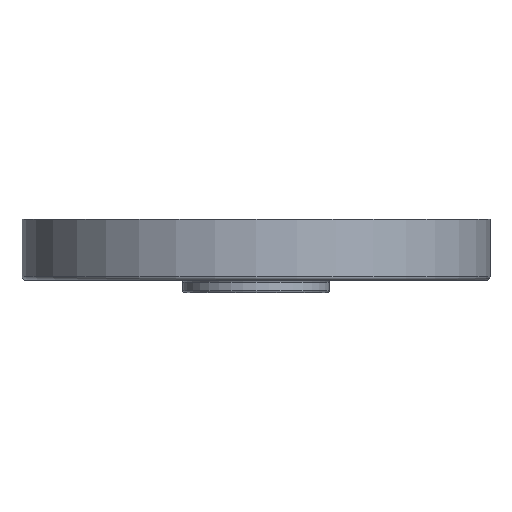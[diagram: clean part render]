
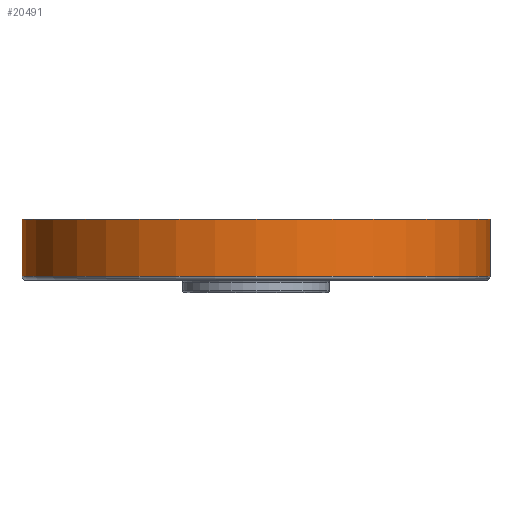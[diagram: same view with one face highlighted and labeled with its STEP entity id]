
A CAD part, front view. The second image highlights one B-rep face of the part: STEP entity #20491.
In plain terms, the highlighted cylindrical face has radius 30.48 mm (diameter 60.96 mm), a partial arc.
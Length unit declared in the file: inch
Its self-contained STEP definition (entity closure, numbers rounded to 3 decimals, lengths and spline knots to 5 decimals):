
#685 = DIRECTION ( 'NONE',  ( 0., 0., -1. ) ) ;
#839 = EDGE_CURVE ( 'NONE', #45530, #44559, #16246, .T. ) ;
#1188 = VECTOR ( 'NONE', #14437, 39.37008 ) ;
#8639 = DIRECTION ( 'NONE',  ( 0., 0., -1. ) ) ;
#9555 = CARTESIAN_POINT ( 'NONE',  ( 0., 0., 0.02 ) ) ;
#9831 = VERTEX_POINT ( 'NONE', #13196 ) ;
#10460 = EDGE_LOOP ( 'NONE', ( #19300, #23112, #39372, #16878 ) ) ;
#10973 = CARTESIAN_POINT ( 'NONE',  ( 0., 0., 0.3125 ) ) ;
#12883 = CIRCLE ( 'NONE', #16847, 1.2 ) ;
#13196 = CARTESIAN_POINT ( 'NONE',  ( 1.2, 0., 0.3125 ) ) ;
#13616 = DIRECTION ( 'NONE',  ( 1., 0., 0. ) ) ;
#14437 = DIRECTION ( 'NONE',  ( 0., 0., -1. ) ) ;
#16246 = LINE ( 'NONE', #46145, #1188 ) ;
#16847 = AXIS2_PLACEMENT_3D ( 'NONE', #9555, #24727, #13616 ) ;
#16878 = ORIENTED_EDGE ( 'NONE', *, *, #43130, .T. ) ;
#19300 = ORIENTED_EDGE ( 'NONE', *, *, #38810, .F. ) ;
#20491 = ADVANCED_FACE ( 'NONE', ( #38290 ), #28518, .T. ) ;
#22046 = CIRCLE ( 'NONE', #23200, 1.2 ) ;
#22618 = DIRECTION ( 'NONE',  ( 0., 0., 1. ) ) ;
#23112 = ORIENTED_EDGE ( 'NONE', *, *, #26874, .F. ) ;
#23200 = AXIS2_PLACEMENT_3D ( 'NONE', #10973, #22618, #23604 ) ;
#23604 = DIRECTION ( 'NONE',  ( 1., 0., 0. ) ) ;
#24727 = DIRECTION ( 'NONE',  ( 0., 0., 1. ) ) ;
#26874 = EDGE_CURVE ( 'NONE', #45530, #9831, #22046, .T. ) ;
#27126 = AXIS2_PLACEMENT_3D ( 'NONE', #42968, #685, #46945 ) ;
#28518 = CYLINDRICAL_SURFACE ( 'NONE', #27126, 1.2 ) ;
#28843 = VERTEX_POINT ( 'NONE', #45937 ) ;
#32131 = CARTESIAN_POINT ( 'NONE',  ( 1.2, 0., 0.3125 ) ) ;
#36348 = CARTESIAN_POINT ( 'NONE',  ( -1.2, 0., 0.02 ) ) ;
#36825 = LINE ( 'NONE', #32131, #42271 ) ;
#38290 = FACE_OUTER_BOUND ( 'NONE', #10460, .T. ) ;
#38810 = EDGE_CURVE ( 'NONE', #9831, #28843, #36825, .T. ) ;
#39372 = ORIENTED_EDGE ( 'NONE', *, *, #839, .T. ) ;
#42271 = VECTOR ( 'NONE', #8639, 39.37008 ) ;
#42968 = CARTESIAN_POINT ( 'NONE',  ( 0., 0., 0.3125 ) ) ;
#43130 = EDGE_CURVE ( 'NONE', #44559, #28843, #12883, .T. ) ;
#44559 = VERTEX_POINT ( 'NONE', #36348 ) ;
#45530 = VERTEX_POINT ( 'NONE', #48278 ) ;
#45937 = CARTESIAN_POINT ( 'NONE',  ( 1.2, 0., 0.02 ) ) ;
#46145 = CARTESIAN_POINT ( 'NONE',  ( -1.2, 0., 0.3125 ) ) ;
#46945 = DIRECTION ( 'NONE',  ( -1., 0., 0. ) ) ;
#48278 = CARTESIAN_POINT ( 'NONE',  ( -1.2, 0., 0.3125 ) ) ;
